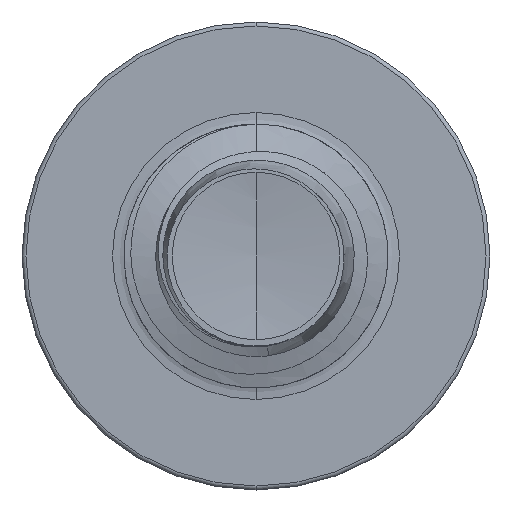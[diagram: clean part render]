
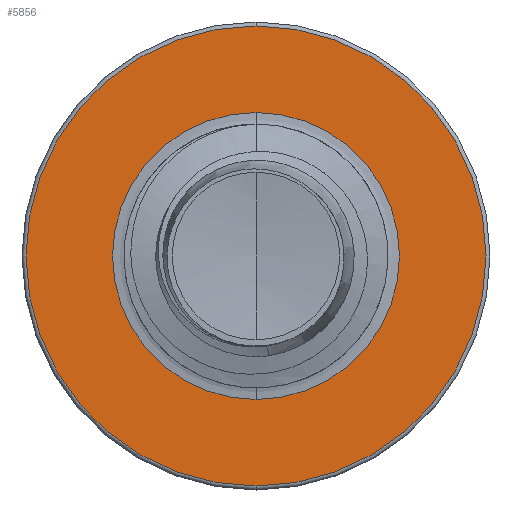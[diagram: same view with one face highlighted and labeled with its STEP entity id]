
A CAD part, front view. The second image highlights one B-rep face of the part: STEP entity #5856.
In plain terms, the highlighted planar face has unit normal (0, -1, 0).
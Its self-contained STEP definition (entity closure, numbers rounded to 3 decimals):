
#1219 = CARTESIAN_POINT ( 'NONE',  ( 0., 5., -1.196 ) ) ;
#2589 = VERTEX_POINT ( 'NONE', #5172 ) ;
#3055 = AXIS2_PLACEMENT_3D ( 'NONE', #9122, #20501, #10962 ) ;
#3591 = EDGE_CURVE ( 'NONE', #12319, #7167, #8224, .T. ) ;
#3639 = AXIS2_PLACEMENT_3D ( 'NONE', #13310, #13422, #13352 ) ;
#3887 = PLANE ( 'NONE',  #7946 ) ;
#4012 = AXIS2_PLACEMENT_3D ( 'NONE', #5654, #17743, #7481 ) ;
#5172 = CARTESIAN_POINT ( 'NONE',  ( 0., 5., -1.917 ) ) ;
#5249 = AXIS2_PLACEMENT_3D ( 'NONE', #15837, #5284, #17426 ) ;
#5284 = DIRECTION ( 'NONE',  ( 0., 1., 0. ) ) ;
#5654 = CARTESIAN_POINT ( 'NONE',  ( 0., 5., 0. ) ) ;
#5856 = ADVANCED_FACE ( 'NONE', ( #7654, #11888 ), #3887, .F. ) ;
#7167 = VERTEX_POINT ( 'NONE', #10536 ) ;
#7481 = DIRECTION ( 'NONE',  ( 0., 0., 1. ) ) ;
#7654 = FACE_OUTER_BOUND ( 'NONE', #8927, .T. ) ;
#7946 = AXIS2_PLACEMENT_3D ( 'NONE', #16190, #16110, #16042 ) ;
#8224 = CIRCLE ( 'NONE', #3639, 1.196 ) ;
#8927 = EDGE_LOOP ( 'NONE', ( #15583, #15599 ) ) ;
#9122 = CARTESIAN_POINT ( 'NONE',  ( 0., 5., 0. ) ) ;
#9614 = EDGE_CURVE ( 'NONE', #12131, #2589, #21886, .T. ) ;
#10536 = CARTESIAN_POINT ( 'NONE',  ( 0., 5., 1.196 ) ) ;
#10962 = DIRECTION ( 'NONE',  ( 0., 0., 1. ) ) ;
#11792 = EDGE_LOOP ( 'NONE', ( #15636, #15679 ) ) ;
#11888 = FACE_BOUND ( 'NONE', #11792, .T. ) ;
#12131 = VERTEX_POINT ( 'NONE', #14603 ) ;
#12319 = VERTEX_POINT ( 'NONE', #1219 ) ;
#13310 = CARTESIAN_POINT ( 'NONE',  ( 0., 5., 0. ) ) ;
#13352 = DIRECTION ( 'NONE',  ( 0., 0., 1. ) ) ;
#13422 = DIRECTION ( 'NONE',  ( 0., 1., 0. ) ) ;
#14603 = CARTESIAN_POINT ( 'NONE',  ( 0., 5., 1.917 ) ) ;
#15583 = ORIENTED_EDGE ( 'NONE', *, *, #9614, .F. ) ;
#15599 = ORIENTED_EDGE ( 'NONE', *, *, #17719, .F. ) ;
#15636 = ORIENTED_EDGE ( 'NONE', *, *, #18739, .T. ) ;
#15679 = ORIENTED_EDGE ( 'NONE', *, *, #3591, .T. ) ;
#15837 = CARTESIAN_POINT ( 'NONE',  ( 0., 5., 0. ) ) ;
#16042 = DIRECTION ( 'NONE',  ( 0., 0., 1. ) ) ;
#16110 = DIRECTION ( 'NONE',  ( 0., 1., 0. ) ) ;
#16190 = CARTESIAN_POINT ( 'NONE',  ( 0., 5., -1.196 ) ) ;
#17426 = DIRECTION ( 'NONE',  ( 0., 0., 1. ) ) ;
#17719 = EDGE_CURVE ( 'NONE', #2589, #12131, #21246, .T. ) ;
#17743 = DIRECTION ( 'NONE',  ( 0., 1., 0. ) ) ;
#18739 = EDGE_CURVE ( 'NONE', #7167, #12319, #19119, .T. ) ;
#19119 = CIRCLE ( 'NONE', #3055, 1.196 ) ;
#20501 = DIRECTION ( 'NONE',  ( 0., 1., 0. ) ) ;
#21246 = CIRCLE ( 'NONE', #5249, 1.917 ) ;
#21886 = CIRCLE ( 'NONE', #4012, 1.917 ) ;
